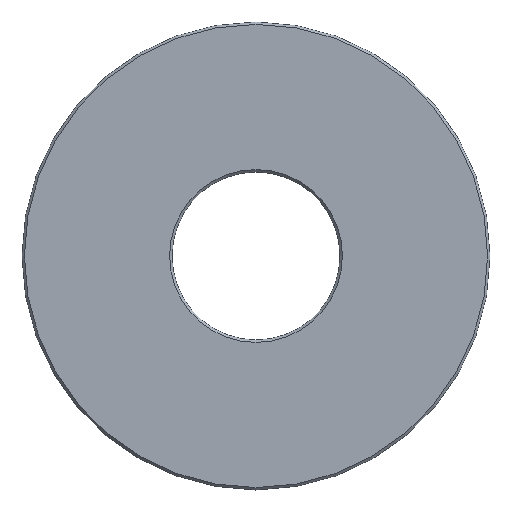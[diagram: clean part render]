
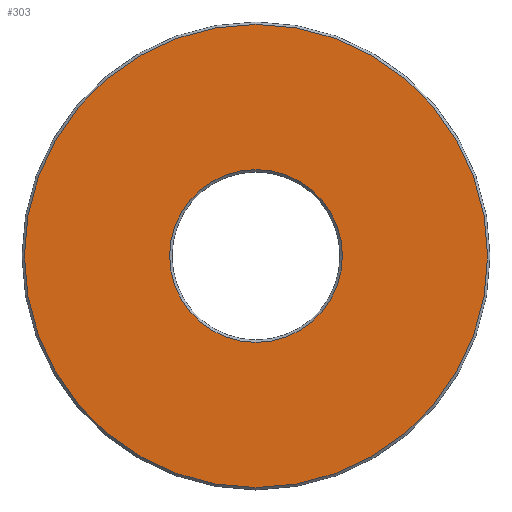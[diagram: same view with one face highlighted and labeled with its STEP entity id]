
A CAD part, top view. The second image highlights one B-rep face of the part: STEP entity #303.
In plain terms, the highlighted planar face has unit normal (0, 0, 1).
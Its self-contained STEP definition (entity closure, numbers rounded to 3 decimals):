
#5 = ORIENTED_EDGE ( 'NONE', *, *, #311, .T. ) ;
#6 = DIRECTION ( 'NONE',  ( 0., 0., -1. ) ) ;
#18 = PLANE ( 'NONE',  #407 ) ;
#26 = CIRCLE ( 'NONE', #326, 19.3 ) ;
#32 = AXIS2_PLACEMENT_3D ( 'NONE', #420, #6, #112 ) ;
#41 = EDGE_CURVE ( 'NONE', #438, #190, #276, .T. ) ;
#45 = EDGE_CURVE ( 'NONE', #190, #438, #275, .T. ) ;
#52 = CARTESIAN_POINT ( 'NONE',  ( 0., 0., 2. ) ) ;
#55 = AXIS2_PLACEMENT_3D ( 'NONE', #114, #217, #146 ) ;
#73 = EDGE_LOOP ( 'NONE', ( #5, #355 ) ) ;
#94 = VERTEX_POINT ( 'NONE', #173 ) ;
#112 = DIRECTION ( 'NONE',  ( -1., 0., 0. ) ) ;
#114 = CARTESIAN_POINT ( 'NONE',  ( 0., 0., 2. ) ) ;
#120 = DIRECTION ( 'NONE',  ( 0., 0., 1. ) ) ;
#125 = FACE_BOUND ( 'NONE', #152, .T. ) ;
#126 = ORIENTED_EDGE ( 'NONE', *, *, #41, .T. ) ;
#146 = DIRECTION ( 'NONE',  ( -1., 0., 0. ) ) ;
#148 = DIRECTION ( 'NONE',  ( -1., 0., 0. ) ) ;
#151 = DIRECTION ( 'NONE',  ( -1., 0., 0. ) ) ;
#152 = EDGE_LOOP ( 'NONE', ( #126, #421 ) ) ;
#160 = CARTESIAN_POINT ( 'NONE',  ( -19.3, 0., 2. ) ) ;
#173 = CARTESIAN_POINT ( 'NONE',  ( 19.3, 0., 2. ) ) ;
#189 = DIRECTION ( 'NONE',  ( 0., 0., -1. ) ) ;
#190 = VERTEX_POINT ( 'NONE', #314 ) ;
#217 = DIRECTION ( 'NONE',  ( 0., 0., -1. ) ) ;
#255 = CARTESIAN_POINT ( 'NONE',  ( 0., 0., 2. ) ) ;
#275 = CIRCLE ( 'NONE', #55, 7.2 ) ;
#276 = CIRCLE ( 'NONE', #32, 7.2 ) ;
#277 = EDGE_CURVE ( 'NONE', #94, #369, #290, .T. ) ;
#287 = DIRECTION ( 'NONE',  ( 0., 0., 1. ) ) ;
#290 = CIRCLE ( 'NONE', #361, 19.3 ) ;
#303 = ADVANCED_FACE ( 'NONE', ( #125, #410 ), #18, .F. ) ;
#311 = EDGE_CURVE ( 'NONE', #369, #94, #26, .T. ) ;
#314 = CARTESIAN_POINT ( 'NONE',  ( -7.2, 0., 2. ) ) ;
#322 = DIRECTION ( 'NONE',  ( -1., 0., 0. ) ) ;
#326 = AXIS2_PLACEMENT_3D ( 'NONE', #255, #287, #151 ) ;
#355 = ORIENTED_EDGE ( 'NONE', *, *, #277, .T. ) ;
#361 = AXIS2_PLACEMENT_3D ( 'NONE', #52, #120, #322 ) ;
#364 = CARTESIAN_POINT ( 'NONE',  ( 0., 0., 2. ) ) ;
#369 = VERTEX_POINT ( 'NONE', #160 ) ;
#377 = CARTESIAN_POINT ( 'NONE',  ( 7.2, 0., 2. ) ) ;
#407 = AXIS2_PLACEMENT_3D ( 'NONE', #364, #189, #148 ) ;
#410 = FACE_OUTER_BOUND ( 'NONE', #73, .T. ) ;
#420 = CARTESIAN_POINT ( 'NONE',  ( 0., 0., 2. ) ) ;
#421 = ORIENTED_EDGE ( 'NONE', *, *, #45, .T. ) ;
#438 = VERTEX_POINT ( 'NONE', #377 ) ;
